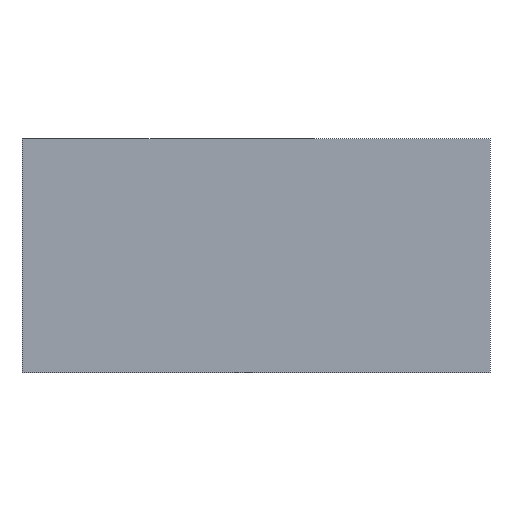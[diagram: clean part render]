
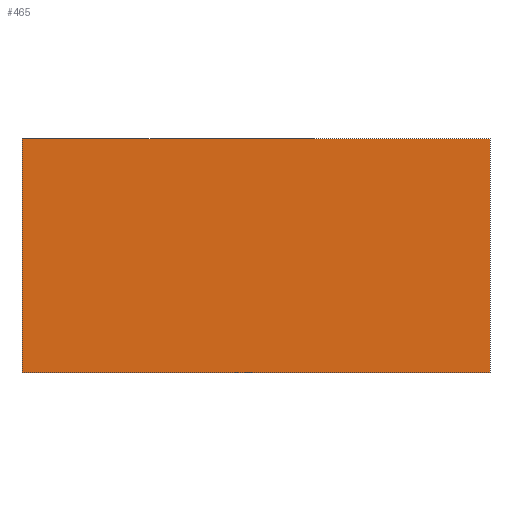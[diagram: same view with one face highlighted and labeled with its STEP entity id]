
A CAD part, left-side view. The second image highlights one B-rep face of the part: STEP entity #465.
In plain terms, the highlighted planar face has unit normal (-1, 0, 0).
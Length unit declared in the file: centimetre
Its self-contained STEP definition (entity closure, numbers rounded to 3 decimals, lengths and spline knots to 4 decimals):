
#37=FACE_OUTER_BOUND($,#67,.T.);
#67=EDGE_LOOP($,(#380,#381,#382,#383));
#114=LINE($,#717,#174);
#118=LINE($,#726,#178);
#120=LINE($,#729,#180);
#122=LINE($,#732,#182);
#174=VECTOR($,#588,0.08);
#178=VECTOR($,#594,0.08);
#180=VECTOR($,#598,0.04);
#182=VECTOR($,#602,0.04);
#222=VERTEX_POINT($,#714);
#223=VERTEX_POINT($,#716);
#226=VERTEX_POINT($,#723);
#227=VERTEX_POINT($,#725);
#274=EDGE_CURVE($,#222,#223,#114,.T.);
#278=EDGE_CURVE($,#226,#227,#118,.T.);
#280=EDGE_CURVE($,#223,#226,#120,.T.);
#282=EDGE_CURVE($,#222,#227,#122,.T.);
#380=ORIENTED_EDGE($,*,*,#282,.T.);
#381=ORIENTED_EDGE($,*,*,#278,.F.);
#382=ORIENTED_EDGE($,*,*,#280,.F.);
#383=ORIENTED_EDGE($,*,*,#274,.F.);
#436=PLANE($,#503);
#465=ADVANCED_FACE($,(#37),#436,.F.);
#503=AXIS2_PLACEMENT_3D($,#731,#600,#601);
#588=DIRECTION($,(0.,-1.,0.));
#594=DIRECTION($,(0.,1.,0.));
#598=DIRECTION($,(0.,0.,-1.));
#600=DIRECTION('center_axis',(1.,0.,0.));
#601=DIRECTION('ref_axis',(0.,0.,-1.));
#602=DIRECTION($,(0.,0.,-1.));
#714=CARTESIAN_POINT('',(-0.08,0.04,0.04));
#716=CARTESIAN_POINT('',(-0.08,-0.04,0.04));
#717=CARTESIAN_POINT($,(-0.08,0.,0.04));
#723=CARTESIAN_POINT('',(-0.08,-0.04,0.));
#725=CARTESIAN_POINT('',(-0.08,0.04,0.));
#726=CARTESIAN_POINT($,(-0.08,0.,0.));
#729=CARTESIAN_POINT($,(-0.08,-0.04,0.02));
#731=CARTESIAN_POINT('Origin',(-0.08,0.,0.02));
#732=CARTESIAN_POINT($,(-0.08,0.04,0.02));
